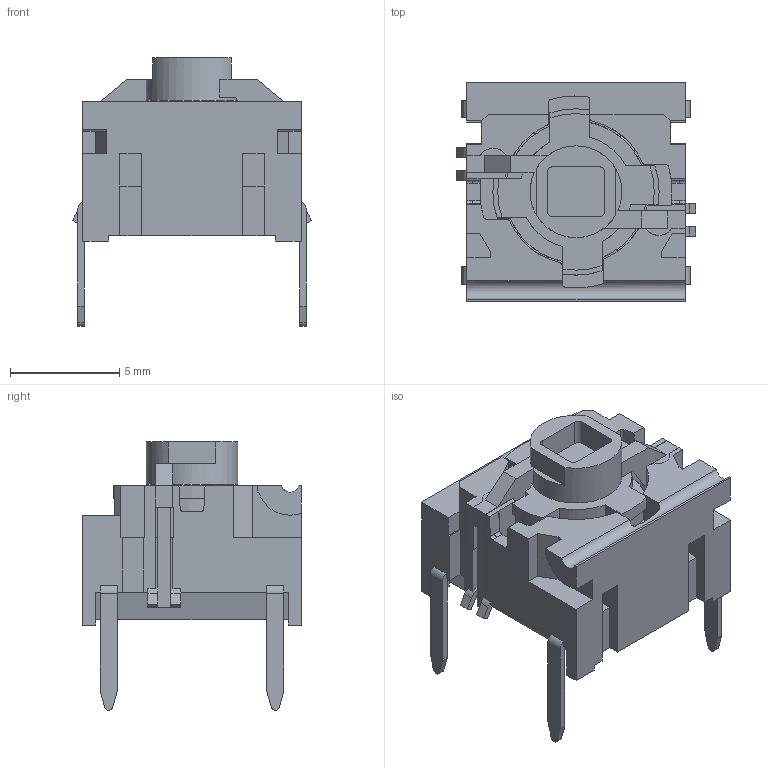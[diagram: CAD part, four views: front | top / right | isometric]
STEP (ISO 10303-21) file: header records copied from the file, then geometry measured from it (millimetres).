
FILE_DESCRIPTION(('FreeCAD Model'),'2;1');
FILE_NAME('Part109.step','2017-05-24T13:23:21',( 'kicad StepUp'),('ksu MCAD'),'Open CASCADE STEP processor 7.1', 'FreeCAD','Unknown');
FILE_SCHEMA(('AUTOMOTIVE_DESIGN_CC2 { 1 2 10303 214 -1 1 5 4 }'));
Length unit declared in the file: millimetre
Products named in the file (1): Part109
Bounding box: 10.95 x 10 x 12.29 mm (x, y, z)
Volume: 542.9 mm3; surface area: 760.8 mm2
Topology: 1 solids, 1 shells, 491 faces, 1483 edges, 979 vertices
Faces by surface type: plane 335, cylinder 79, bspline 67, cone 10
Full cylindrical faces by diameter (mm): 4.2 x1
Entity records: 16925 total; most frequent: CARTESIAN_POINT 3711, ORIENTED_EDGE 2966, DIRECTION 2512, EDGE_CURVE 1483, LINE 1116, VECTOR 1116, VERTEX_POINT 979, AXIS2_PLACEMENT_3D 698
